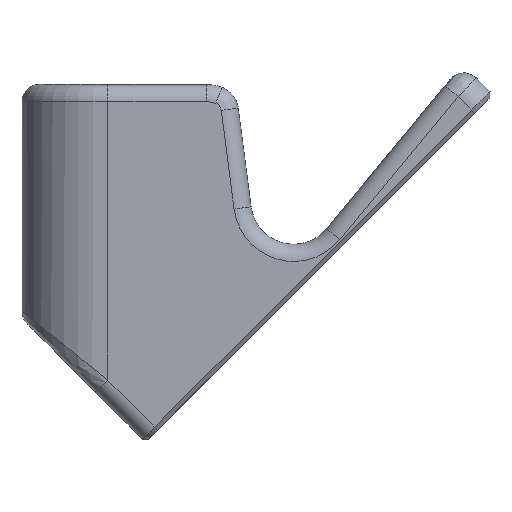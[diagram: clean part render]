
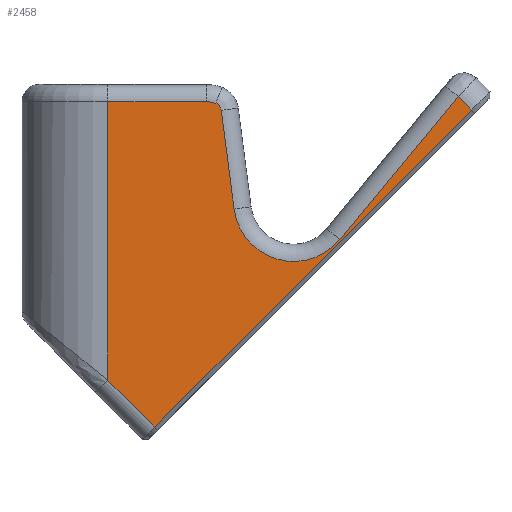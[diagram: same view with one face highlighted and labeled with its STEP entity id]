
A CAD part, left-side view. The second image highlights one B-rep face of the part: STEP entity #2458.
In plain terms, the highlighted planar face has unit normal (-1, 0, 0).
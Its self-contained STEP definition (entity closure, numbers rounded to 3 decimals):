
#119=CIRCLE('',#2614,7.);
#123=CIRCLE('',#2619,1.);
#126=CIRCLE('',#2623,3.);
#391=FACE_OUTER_BOUND('',#540,.T.);
#540=EDGE_LOOP('',(#2209,#2210,#2211,#2212,#2213,#2214,#2215,#2216,#2217,
#2218));
#678=LINE('',#4529,#881);
#698=LINE('',#4722,#901);
#737=LINE('',#5344,#940);
#739=LINE('',#5356,#942);
#741=LINE('',#5378,#944);
#747=LINE('',#5394,#950);
#748=LINE('',#5396,#951);
#881=VECTOR('',#2905,10.);
#901=VECTOR('',#2979,10.);
#940=VECTOR('',#3118,10.);
#942=VECTOR('',#3132,10.);
#944=VECTOR('',#3150,10.);
#950=VECTOR('',#3174,10.);
#951=VECTOR('',#3177,10.);
#1092=VERTEX_POINT('',#4523);
#1093=VERTEX_POINT('',#4527);
#1115=VERTEX_POINT('',#4718);
#1169=VERTEX_POINT('',#5336);
#1171=VERTEX_POINT('',#5342);
#1173=VERTEX_POINT('',#5348);
#1175=VERTEX_POINT('',#5354);
#1176=VERTEX_POINT('',#5367);
#1177=VERTEX_POINT('',#5372);
#1178=VERTEX_POINT('',#5376);
#1381=EDGE_CURVE('',#1093,#1092,#678,.T.);
#1419=EDGE_CURVE('',#1092,#1115,#698,.T.);
#1511=EDGE_CURVE('',#1171,#1169,#737,.T.);
#1514=EDGE_CURVE('',#1173,#1171,#119,.T.);
#1517=EDGE_CURVE('',#1175,#1173,#739,.T.);
#1520=EDGE_CURVE('',#1176,#1175,#123,.T.);
#1523=EDGE_CURVE('',#1177,#1176,#126,.T.);
#1525=EDGE_CURVE('',#1178,#1177,#741,.T.);
#1533=EDGE_CURVE('',#1169,#1093,#747,.T.);
#1534=EDGE_CURVE('',#1115,#1178,#748,.T.);
#2209=ORIENTED_EDGE('',*,*,#1381,.F.);
#2210=ORIENTED_EDGE('',*,*,#1533,.F.);
#2211=ORIENTED_EDGE('',*,*,#1511,.F.);
#2212=ORIENTED_EDGE('',*,*,#1514,.F.);
#2213=ORIENTED_EDGE('',*,*,#1517,.F.);
#2214=ORIENTED_EDGE('',*,*,#1520,.F.);
#2215=ORIENTED_EDGE('',*,*,#1523,.F.);
#2216=ORIENTED_EDGE('',*,*,#1525,.F.);
#2217=ORIENTED_EDGE('',*,*,#1534,.F.);
#2218=ORIENTED_EDGE('',*,*,#1419,.F.);
#2323=PLANE('',#2635);
#2458=ADVANCED_FACE('',(#391),#2323,.T.);
#2614=AXIS2_PLACEMENT_3D('',#5350,#3124,#3125);
#2619=AXIS2_PLACEMENT_3D('',#5369,#3136,#3137);
#2623=AXIS2_PLACEMENT_3D('',#5374,#3144,#3145);
#2635=AXIS2_PLACEMENT_3D('',#5395,#3175,#3176);
#2905=DIRECTION('',(0.,0.707,-0.707));
#2979=DIRECTION('',(0.,0.707,0.707));
#3118=DIRECTION('',(0.,-0.638,0.77));
#3124=DIRECTION('center_axis',(-1.,0.,0.));
#3125=DIRECTION('ref_axis',(0.,0.278,-0.961));
#3132=DIRECTION('',(0.,-0.129,-0.992));
#3136=DIRECTION('center_axis',(1.,0.,0.));
#3137=DIRECTION('ref_axis',(0.,-0.788,0.616));
#3144=DIRECTION('center_axis',(1.,0.,0.));
#3145=DIRECTION('ref_axis',(0.,-0.185,0.983));
#3150=DIRECTION('',(0.,-1.,0.));
#3174=DIRECTION('',(0.,-0.707,-0.707));
#3175=DIRECTION('center_axis',(-1.,0.,0.));
#3176=DIRECTION('ref_axis',(0.,1.,0.));
#3177=DIRECTION('',(0.,0.,1.));
#4523=CARTESIAN_POINT('',(-20.,-2.475,-39.914));
#4527=CARTESIAN_POINT('',(-20.,-39.412,-2.977));
#4529=CARTESIAN_POINT('',(-20.,-17.92,-24.468));
#4718=CARTESIAN_POINT('',(-20.,3.,-34.439));
#4722=CARTESIAN_POINT('',(-20.,5.446,-31.994));
#5336=CARTESIAN_POINT('',(-20.,-37.849,-1.415));
#5342=CARTESIAN_POINT('',(-20.,-24.045,-18.082));
#5344=CARTESIAN_POINT('',(-20.,-26.732,-14.837));
#5348=CARTESIAN_POINT('',(-20.,-11.713,-14.518));
#5350=CARTESIAN_POINT('Origin',(-20.,-18.654,-13.617));
#5354=CARTESIAN_POINT('',(-20.,-10.217,-3.008));
#5356=CARTESIAN_POINT('',(-20.,-9.94,-0.872));
#5367=CARTESIAN_POINT('',(-20.,-9.589,-2.206));
#5369=CARTESIAN_POINT('Origin',(-20.,-9.226,-3.137));
#5372=CARTESIAN_POINT('',(-20.,-8.498,-2.));
#5374=CARTESIAN_POINT('Origin',(-20.,-8.498,-5.));
#5376=CARTESIAN_POINT('',(-20.,3.,-2.));
#5378=CARTESIAN_POINT('',(-20.,-4.25,-2.));
#5394=CARTESIAN_POINT('',(-20.,-31.491,4.943));
#5395=CARTESIAN_POINT('Origin',(-20.,-10.,0.));
#5396=CARTESIAN_POINT('',(-20.,3.,0.));
